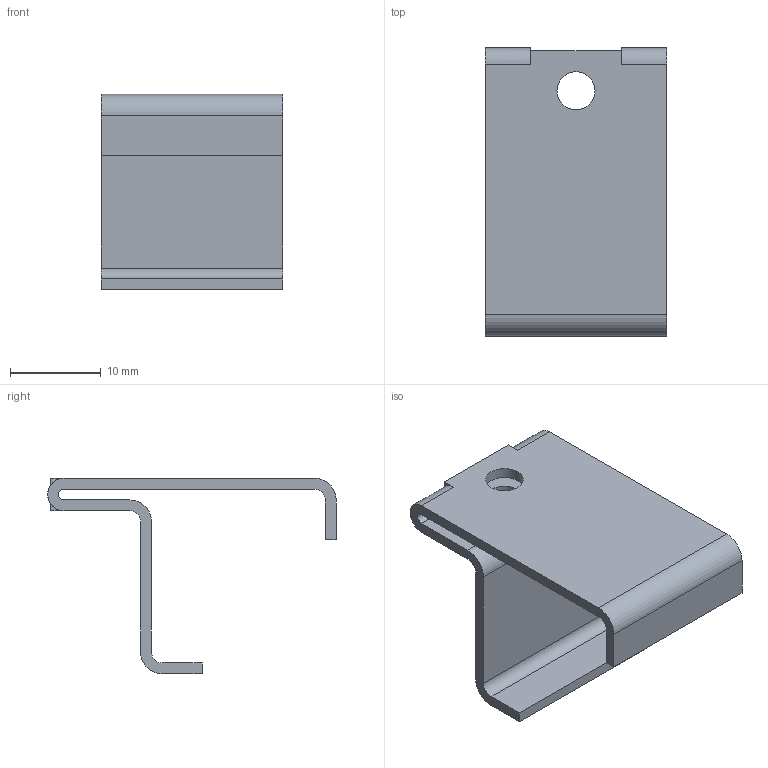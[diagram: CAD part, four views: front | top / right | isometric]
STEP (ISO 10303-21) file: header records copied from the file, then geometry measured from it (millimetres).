
FILE_DESCRIPTION(/* description */ (''),/* implementation_level */ '2;1');
FILE_NAME(/* name */ '9003.stp',/* time_stamp */ '2019-09-09T09:03:12+02:00',/* author */ ('DBARI'),/* organization */ (''),/* preprocessor_version */ 'ST-DEVELOPER v17.2',/* originating_system */ 'Autodesk Inventor 2019',/* authorisation */ '');
FILE_SCHEMA (('AUTOMOTIVE_DESIGN { 1 0 10303 214 3 1 1 }'));
Length unit declared in the file: millimetre
Products named in the file (1): 9003
Bounding box: 20 x 31.85 x 21.6 mm (x, y, z)
Volume: 1644.8 mm3; surface area: 3018.4 mm2
Topology: 1 solids, 1 shells, 34 faces, 99 edges, 65 vertices
Faces by surface type: plane 22, cylinder 12
Full cylindrical faces by diameter (mm): 4.2 x2
Entity records: 1181 total; most frequent: CARTESIAN_POINT 199, ORIENTED_EDGE 198, DIRECTION 198, EDGE_CURVE 99, LINE 70, VECTOR 70, VERTEX_POINT 65, AXIS2_PLACEMENT_3D 64
